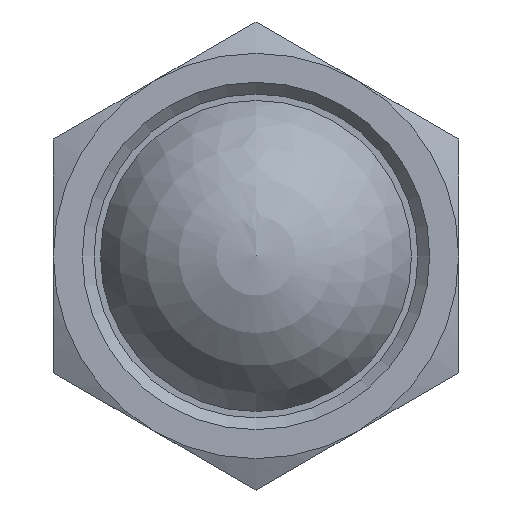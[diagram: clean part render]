
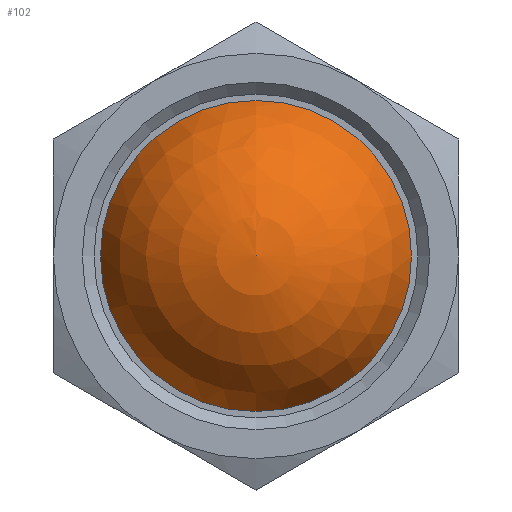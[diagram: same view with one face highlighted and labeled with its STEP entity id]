
A CAD part, front view. The second image highlights one B-rep face of the part: STEP entity #102.
In plain terms, the highlighted spherical face has radius 5.75 mm.
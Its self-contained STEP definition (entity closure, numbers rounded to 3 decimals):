
#102 = ADVANCED_FACE( '', ( #169, #170 ), #171, .T. );
#169 = FACE_BOUND( '', #238, .T. );
#170 = FACE_OUTER_BOUND( '', #239, .T. );
#171 = SPHERICAL_SURFACE( '', #240, 5.75 );
#238 = VERTEX_LOOP( '', #423 );
#239 = EDGE_LOOP( '', ( #424 ) );
#240 = AXIS2_PLACEMENT_3D( '', #425, #426, #427 );
#423 = VERTEX_POINT( '', #486 );
#424 = ORIENTED_EDGE( '', *, *, #479, .T. );
#425 = CARTESIAN_POINT( '', ( 0., 14.05, 0. ) );
#426 = DIRECTION( '', ( 0., 1., 0. ) );
#427 = DIRECTION( '', ( 0., 0., 1. ) );
#479 = EDGE_CURVE( '', #560, #560, #561, .T. );
#486 = CARTESIAN_POINT( '', ( 0., 8.3, 0. ) );
#560 = VERTEX_POINT( '', #778 );
#561 = CIRCLE( '', #779, 5.372 );
#778 = CARTESIAN_POINT( '', ( 0., 12., -5.372 ) );
#779 = AXIS2_PLACEMENT_3D( '', #835, #836, #837 );
#835 = CARTESIAN_POINT( '', ( 0., 12., 0. ) );
#836 = DIRECTION( '', ( 0., -1., 0. ) );
#837 = DIRECTION( '', ( 0., 0., -1. ) );
